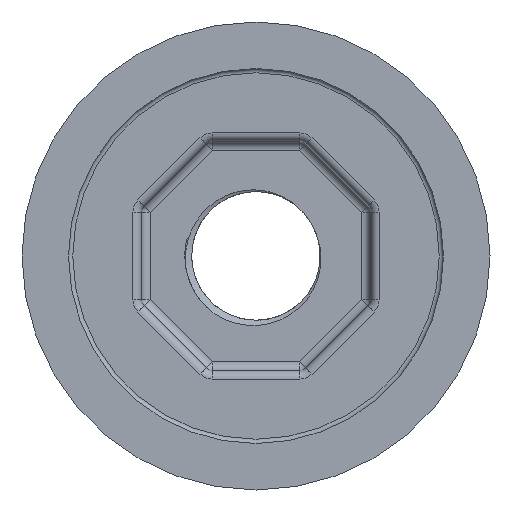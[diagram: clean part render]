
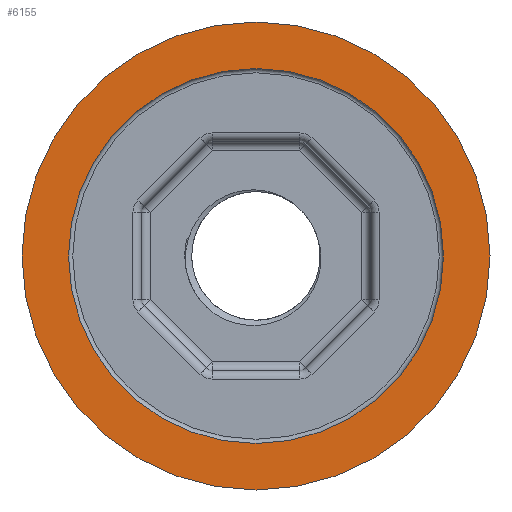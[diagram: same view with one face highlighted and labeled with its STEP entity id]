
A CAD part, left-side view. The second image highlights one B-rep face of the part: STEP entity #6155.
In plain terms, the highlighted planar face has unit normal (-1, 0, 0).
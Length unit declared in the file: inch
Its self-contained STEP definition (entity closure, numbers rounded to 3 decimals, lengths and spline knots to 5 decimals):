
#3158=CARTESIAN_POINT('',(0.0,1.635,0.0));
#3159=VERTEX_POINT('',#3158);
#3160=CARTESIAN_POINT('',(0.0,0.0,0.0));
#3161=DIRECTION('',(1.0,0.0,0.0));
#3162=DIRECTION('',(0.0,1.0,0.0));
#3163=AXIS2_PLACEMENT_3D('',#3160,#3161,#3162);
#3164=CIRCLE('',#3163,1.635);
#3165=EDGE_CURVE('',#3159,#3159,#3164,.T.);
#6129=CARTESIAN_POINT('',(0.0,1.31,0.0));
#6130=VERTEX_POINT('',#6129);
#6131=CARTESIAN_POINT('',(0.0,0.0,0.0));
#6132=DIRECTION('',(1.0,0.0,0.0));
#6133=DIRECTION('',(0.0,1.0,0.0));
#6134=AXIS2_PLACEMENT_3D('',#6131,#6132,#6133);
#6135=CIRCLE('',#6134,1.31);
#6136=EDGE_CURVE('',#6130,#6130,#6135,.T.);
#6144=CARTESIAN_POINT('',(0.0,1.4725,0.0));
#6145=DIRECTION('',(-1.0,0.0,0.0));
#6146=DIRECTION('',(0.0,0.0,1.0));
#6147=AXIS2_PLACEMENT_3D('',#6144,#6145,#6146);
#6148=PLANE('',#6147);
#6149=ORIENTED_EDGE('',*,*,#3165,.F.);
#6150=EDGE_LOOP('',(#6149));
#6151=FACE_OUTER_BOUND('',#6150,.T.);
#6152=ORIENTED_EDGE('',*,*,#6136,.T.);
#6153=EDGE_LOOP('',(#6152));
#6154=FACE_BOUND('',#6153,.T.);
#6155=ADVANCED_FACE('',(#6151,#6154),#6148,.T.);
